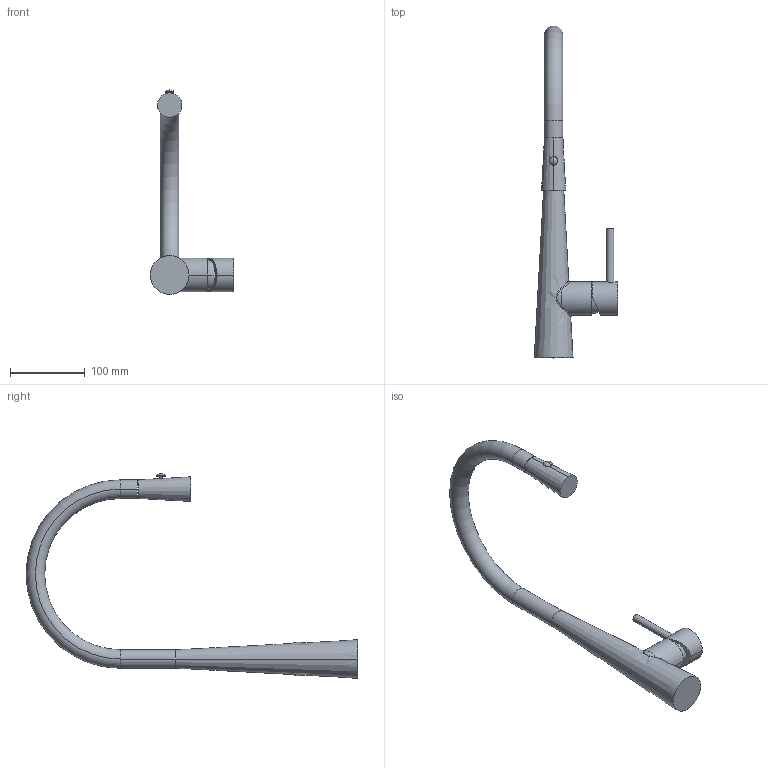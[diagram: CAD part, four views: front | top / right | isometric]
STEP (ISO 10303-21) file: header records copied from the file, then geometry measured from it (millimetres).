
FILE_DESCRIPTION((''),'2;1');
FILE_NAME('T12076P','2023-07-25T15:02:35',('HD056'),(''),'CREO PARAMETRIC BY PTC INC, 2021284','CREO PARAMETRIC BY PTC INC, 2021284','');
FILE_SCHEMA(('CONFIG_CONTROL_DESIGN'));
Length unit declared in the file: millimetre
Products named in the file (1): T12076P
Bounding box: 112 x 445.4 x 274.87 mm (x, y, z)
Volume: 678750.7 mm3; surface area: 89733.4 mm2
Topology: 3 solids, 3 shells, 44 faces, 93 edges, 55 vertices
Faces by surface type: plane 12, cylinder 12, bspline 8, cone 4, sphere 4, torus 4
Entity records: 2284 total; most frequent: CARTESIAN_POINT 1343, DIRECTION 193, ORIENTED_EDGE 182, EDGE_CURVE 91, AXIS2_PLACEMENT_3D 86, VERTEX_POINT 55, CIRCLE 50, EDGE_LOOP 46
